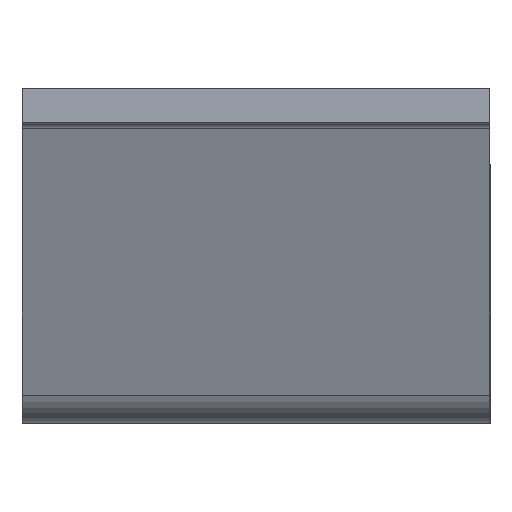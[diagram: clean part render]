
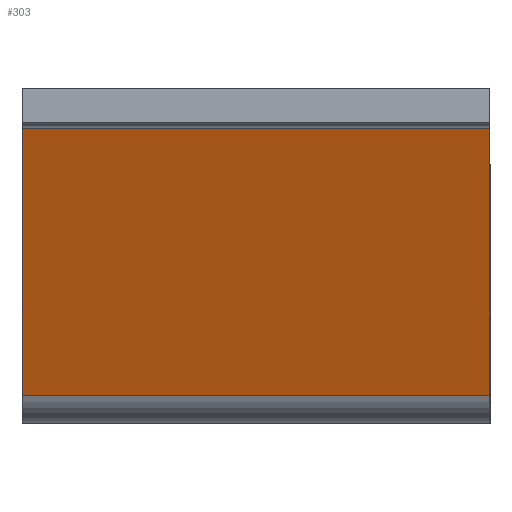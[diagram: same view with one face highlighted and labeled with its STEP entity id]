
A CAD part, left-side view. The second image highlights one B-rep face of the part: STEP entity #303.
In plain terms, the highlighted planar face has unit normal (-0.94, 0, -0.342).
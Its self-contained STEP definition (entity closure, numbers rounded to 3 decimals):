
#7 = VECTOR ( 'NONE', #208, 1000. ) ;
#28 = EDGE_LOOP ( 'NONE', ( #134, #967, #804, #915 ) ) ;
#113 = EDGE_CURVE ( 'NONE', #464, #689, #638, .T. ) ;
#124 = VECTOR ( 'NONE', #569, 1000. ) ;
#131 = CARTESIAN_POINT ( 'NONE',  ( 38.682, 41., -23.853 ) ) ;
#134 = ORIENTED_EDGE ( 'NONE', *, *, #113, .F. ) ;
#174 = VECTOR ( 'NONE', #863, 1000. ) ;
#180 = VERTEX_POINT ( 'NONE', #751 ) ;
#208 = DIRECTION ( 'NONE',  ( 0.342, 0., -0.94 ) ) ;
#224 = CARTESIAN_POINT ( 'NONE',  ( 30.176, 41., -0.485 ) ) ;
#231 = PLANE ( 'NONE',  #681 ) ;
#240 = CARTESIAN_POINT ( 'NONE',  ( 30.176, 41., -0.485 ) ) ;
#303 = ADVANCED_FACE ( 'NONE', ( #457 ), #231, .T. ) ;
#325 = DIRECTION ( 'NONE',  ( -0.342, 0., 0.94 ) ) ;
#388 = CARTESIAN_POINT ( 'NONE',  ( 30., 0., 0. ) ) ;
#400 = EDGE_CURVE ( 'NONE', #1001, #180, #1106, .T. ) ;
#457 = FACE_OUTER_BOUND ( 'NONE', #28, .T. ) ;
#464 = VERTEX_POINT ( 'NONE', #1073 ) ;
#569 = DIRECTION ( 'NONE',  ( 0., -1., 0. ) ) ;
#602 = VECTOR ( 'NONE', #697, 1000. ) ;
#638 = LINE ( 'NONE', #388, #7 ) ;
#674 = CARTESIAN_POINT ( 'NONE',  ( 30., 41., 0. ) ) ;
#681 = AXIS2_PLACEMENT_3D ( 'NONE', #674, #857, #325 ) ;
#689 = VERTEX_POINT ( 'NONE', #818 ) ;
#697 = DIRECTION ( 'NONE',  ( 0.342, 0., -0.94 ) ) ;
#745 = LINE ( 'NONE', #131, #174 ) ;
#751 = CARTESIAN_POINT ( 'NONE',  ( 38.682, 41., -23.853 ) ) ;
#770 = EDGE_CURVE ( 'NONE', #1001, #464, #1032, .T. ) ;
#788 = CARTESIAN_POINT ( 'NONE',  ( 30., 41., 0. ) ) ;
#804 = ORIENTED_EDGE ( 'NONE', *, *, #400, .T. ) ;
#818 = CARTESIAN_POINT ( 'NONE',  ( 38.682, 0., -23.853 ) ) ;
#857 = DIRECTION ( 'NONE',  ( -0.94, 0., -0.342 ) ) ;
#863 = DIRECTION ( 'NONE',  ( 0., -1., 0. ) ) ;
#915 = ORIENTED_EDGE ( 'NONE', *, *, #1005, .T. ) ;
#967 = ORIENTED_EDGE ( 'NONE', *, *, #770, .F. ) ;
#1001 = VERTEX_POINT ( 'NONE', #240 ) ;
#1005 = EDGE_CURVE ( 'NONE', #180, #689, #745, .T. ) ;
#1032 = LINE ( 'NONE', #224, #124 ) ;
#1073 = CARTESIAN_POINT ( 'NONE',  ( 30.176, 0., -0.485 ) ) ;
#1106 = LINE ( 'NONE', #788, #602 ) ;
